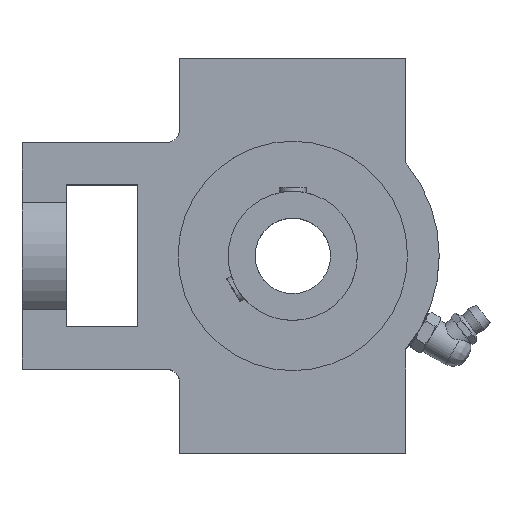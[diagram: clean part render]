
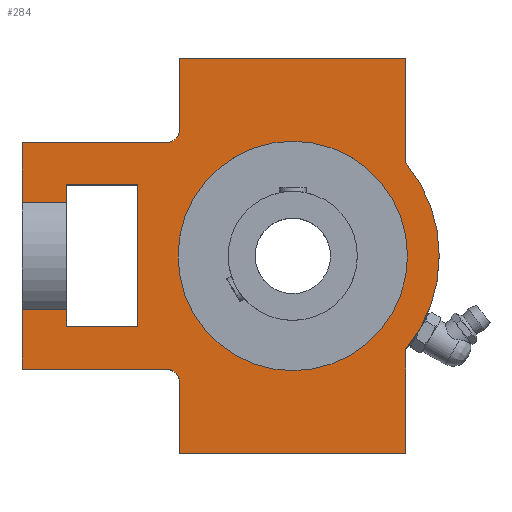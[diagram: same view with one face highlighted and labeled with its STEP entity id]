
A CAD part, top view. The second image highlights one B-rep face of the part: STEP entity #284.
In plain terms, the highlighted planar face has unit normal (0, 0, 1).
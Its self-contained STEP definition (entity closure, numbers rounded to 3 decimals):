
#284 = ADVANCED_FACE( '', ( #625, #626 ), #627, .T. );
#625 = FACE_BOUND( '', #1052, .T. );
#626 = FACE_OUTER_BOUND( '', #1053, .T. );
#627 = PLANE( '', #1054 );
#1052 = EDGE_LOOP( '', ( #1721 ) );
#1053 = EDGE_LOOP( '', ( #1722, #1723, #1724, #1725, #1726, #1727, #1728, #1729, #1730, #1731, #1732, #1733, #1734, #1735, #1736, #1737, #1738, #1739, #1740, #1741 ) );
#1054 = AXIS2_PLACEMENT_3D( '', #1742, #1743, #1744 );
#1721 = ORIENTED_EDGE( '', *, *, #2265, .F. );
#1722 = ORIENTED_EDGE( '', *, *, #2202, .T. );
#1723 = ORIENTED_EDGE( '', *, *, #2411, .T. );
#1724 = ORIENTED_EDGE( '', *, *, #2412, .F. );
#1725 = ORIENTED_EDGE( '', *, *, #2378, .F. );
#1726 = ORIENTED_EDGE( '', *, *, #2353, .F. );
#1727 = ORIENTED_EDGE( '', *, *, #2293, .F. );
#1728 = ORIENTED_EDGE( '', *, *, #2413, .F. );
#1729 = ORIENTED_EDGE( '', *, *, #2414, .T. );
#1730 = ORIENTED_EDGE( '', *, *, #2200, .T. );
#1731 = ORIENTED_EDGE( '', *, *, #2388, .T. );
#1732 = ORIENTED_EDGE( '', *, *, #2255, .F. );
#1733 = ORIENTED_EDGE( '', *, *, #2268, .T. );
#1734 = ORIENTED_EDGE( '', *, *, #2214, .T. );
#1735 = ORIENTED_EDGE( '', *, *, #2415, .T. );
#1736 = ORIENTED_EDGE( '', *, *, #2416, .T. );
#1737 = ORIENTED_EDGE( '', *, *, #2417, .T. );
#1738 = ORIENTED_EDGE( '', *, *, #2418, .T. );
#1739 = ORIENTED_EDGE( '', *, *, #2244, .T. );
#1740 = ORIENTED_EDGE( '', *, *, #2382, .F. );
#1741 = ORIENTED_EDGE( '', *, *, #2308, .T. );
#1742 = CARTESIAN_POINT( '', ( -28.5, -28.5, 10.5 ) );
#1743 = DIRECTION( '', ( 0., 0., 1. ) );
#1744 = DIRECTION( '', ( 1., 0., 0. ) );
#2200 = EDGE_CURVE( '', #2587, #2585, #2588, .T. );
#2202 = EDGE_CURVE( '', #2591, #2589, #2592, .T. );
#2214 = EDGE_CURVE( '', #2613, #2611, #2614, .T. );
#2244 = EDGE_CURVE( '', #2666, #2664, #2667, .T. );
#2255 = EDGE_CURVE( '', #2683, #2685, #2686, .T. );
#2265 = EDGE_CURVE( '', #2701, #2701, #2702, .T. );
#2268 = EDGE_CURVE( '', #2683, #2613, #2705, .T. );
#2293 = EDGE_CURVE( '', #2743, #2745, #2746, .T. );
#2308 = EDGE_CURVE( '', #2766, #2591, #2767, .T. );
#2353 = EDGE_CURVE( '', #2745, #2833, #2834, .T. );
#2378 = EDGE_CURVE( '', #2833, #2870, #2871, .T. );
#2382 = EDGE_CURVE( '', #2766, #2664, #2875, .T. );
#2388 = EDGE_CURVE( '', #2585, #2685, #2882, .T. );
#2411 = EDGE_CURVE( '', #2589, #2907, #2908, .F. );
#2412 = EDGE_CURVE( '', #2870, #2907, #2909, .T. );
#2413 = EDGE_CURVE( '', #2910, #2743, #2911, .T. );
#2414 = EDGE_CURVE( '', #2910, #2587, #2912, .T. );
#2415 = EDGE_CURVE( '', #2611, #2913, #2914, .T. );
#2416 = EDGE_CURVE( '', #2913, #2915, #2916, .T. );
#2417 = EDGE_CURVE( '', #2915, #2917, #2918, .T. );
#2418 = EDGE_CURVE( '', #2917, #2666, #2919, .T. );
#2585 = VERTEX_POINT( '', #3304 );
#2587 = VERTEX_POINT( '', #3307 );
#2588 = LINE( '', #3308, #3309 );
#2589 = VERTEX_POINT( '', #3310 );
#2591 = VERTEX_POINT( '', #3312 );
#2592 = LINE( '', #3313, #3314 );
#2611 = VERTEX_POINT( '', #3353 );
#2613 = VERTEX_POINT( '', #3356 );
#2614 = LINE( '', #3357, #3358 );
#2664 = VERTEX_POINT( '', #3491 );
#2666 = VERTEX_POINT( '', #3494 );
#2667 = LINE( '', #3495, #3496 );
#2683 = VERTEX_POINT( '', #3639 );
#2685 = VERTEX_POINT( '', #3642 );
#2686 = CIRCLE( '', #3643, 3. );
#2701 = VERTEX_POINT( '', #3676 );
#2702 = CIRCLE( '', #3677, 25.85 );
#2705 = LINE( '', #3681, #3682 );
#2743 = VERTEX_POINT( '', #3771 );
#2745 = VERTEX_POINT( '', #3774 );
#2746 = LINE( '', #3775, #3776 );
#2766 = VERTEX_POINT( '', #3807 );
#2767 = LINE( '', #3808, #3809 );
#2833 = VERTEX_POINT( '', #3945 );
#2834 = LINE( '', #3946, #3947 );
#2870 = VERTEX_POINT( '', #4044 );
#2871 = LINE( '', #4045, #4046 );
#2875 = CIRCLE( '', #4051, 3. );
#2882 = LINE( '', #4061, #4062 );
#2907 = VERTEX_POINT( '', #4146 );
#2908 = LINE( '', #4147, #4148 );
#2909 = LINE( '', #4149, #4150 );
#2910 = VERTEX_POINT( '', #4151 );
#2911 = LINE( '', #4152, #4153 );
#2912 = LINE( '', #4154, #4155 );
#2913 = VERTEX_POINT( '', #4156 );
#2914 = LINE( '', #4157, #4158 );
#2915 = VERTEX_POINT( '', #4159 );
#2916 = CIRCLE( '', #4160, 33. );
#2917 = VERTEX_POINT( '', #4161 );
#2918 = LINE( '', #4162, #4163 );
#2919 = LINE( '', #4164, #4165 );
#3304 = CARTESIAN_POINT( '', ( -61., -25.5, 10.5 ) );
#3307 = CARTESIAN_POINT( '', ( -61., -12.073, 10.5 ) );
#3308 = CARTESIAN_POINT( '', ( -61., 25.5, 10.5 ) );
#3309 = VECTOR( '', #4385, 1000. );
#3310 = CARTESIAN_POINT( '', ( -61., 12.073, 10.5 ) );
#3312 = CARTESIAN_POINT( '', ( -61., 25.5, 10.5 ) );
#3313 = CARTESIAN_POINT( '', ( -61., 25.5, 10.5 ) );
#3314 = VECTOR( '', #4389, 1000. );
#3353 = CARTESIAN_POINT( '', ( 25.5, -44.5, 10.5 ) );
#3356 = CARTESIAN_POINT( '', ( -25.5, -44.5, 10.5 ) );
#3357 = CARTESIAN_POINT( '', ( -25.5, -44.5, 10.5 ) );
#3358 = VECTOR( '', #4395, 1000. );
#3491 = CARTESIAN_POINT( '', ( -25.5, 28.5, 10.5 ) );
#3494 = CARTESIAN_POINT( '', ( -25.5, 44.5, 10.5 ) );
#3495 = CARTESIAN_POINT( '', ( -25.5, 44.5, 10.5 ) );
#3496 = VECTOR( '', #4434, 1000. );
#3639 = CARTESIAN_POINT( '', ( -25.5, -28.5, 10.5 ) );
#3642 = CARTESIAN_POINT( '', ( -28.5, -25.5, 10.5 ) );
#3643 = AXIS2_PLACEMENT_3D( '', #4446, #4447, #4448 );
#3676 = CARTESIAN_POINT( '', ( 25.85, 0., 10.5 ) );
#3677 = AXIS2_PLACEMENT_3D( '', #4454, #4455, #4456 );
#3681 = CARTESIAN_POINT( '', ( -25.5, -28.5, 10.5 ) );
#3682 = VECTOR( '', #4458, 1000. );
#3771 = CARTESIAN_POINT( '', ( -51., -16., 10.5 ) );
#3774 = CARTESIAN_POINT( '', ( -35., -16., 10.5 ) );
#3775 = CARTESIAN_POINT( '', ( -51., -16., 10.5 ) );
#3776 = VECTOR( '', #4475, 1000. );
#3807 = CARTESIAN_POINT( '', ( -28.5, 25.5, 10.5 ) );
#3808 = CARTESIAN_POINT( '', ( -28.5, 25.5, 10.5 ) );
#3809 = VECTOR( '', #4488, 1000. );
#3945 = CARTESIAN_POINT( '', ( -35., 16., 10.5 ) );
#3946 = CARTESIAN_POINT( '', ( -35., -16., 10.5 ) );
#3947 = VECTOR( '', #4517, 1000. );
#4044 = CARTESIAN_POINT( '', ( -51., 16., 10.5 ) );
#4045 = CARTESIAN_POINT( '', ( -35., 16., 10.5 ) );
#4046 = VECTOR( '', #4529, 1000. );
#4051 = AXIS2_PLACEMENT_3D( '', #4534, #4535, #4536 );
#4061 = CARTESIAN_POINT( '', ( -61., -25.5, 10.5 ) );
#4062 = VECTOR( '', #4540, 1000. );
#4146 = CARTESIAN_POINT( '', ( -51., 12.073, 10.5 ) );
#4147 = CARTESIAN_POINT( '', ( -51., 12.073, 10.5 ) );
#4148 = VECTOR( '', #4565, 1000. );
#4149 = CARTESIAN_POINT( '', ( -51., 16., 10.5 ) );
#4150 = VECTOR( '', #4566, 1000. );
#4151 = CARTESIAN_POINT( '', ( -51., -12.073, 10.5 ) );
#4152 = CARTESIAN_POINT( '', ( -51., 16., 10.5 ) );
#4153 = VECTOR( '', #4567, 1000. );
#4154 = CARTESIAN_POINT( '', ( -51., -12.073, 10.5 ) );
#4155 = VECTOR( '', #4568, 1000. );
#4156 = CARTESIAN_POINT( '', ( 25.5, -20.946, 10.5 ) );
#4157 = CARTESIAN_POINT( '', ( 25.5, -44.5, 10.5 ) );
#4158 = VECTOR( '', #4569, 1000. );
#4159 = CARTESIAN_POINT( '', ( 25.5, 20.946, 10.5 ) );
#4160 = AXIS2_PLACEMENT_3D( '', #4570, #4571, #4572 );
#4161 = CARTESIAN_POINT( '', ( 25.5, 44.5, 10.5 ) );
#4162 = CARTESIAN_POINT( '', ( 25.5, 20.946, 10.5 ) );
#4163 = VECTOR( '', #4573, 1000. );
#4164 = CARTESIAN_POINT( '', ( 25.5, 44.5, 10.5 ) );
#4165 = VECTOR( '', #4574, 1000. );
#4385 = DIRECTION( '', ( 0., -1., 0. ) );
#4389 = DIRECTION( '', ( 0., -1., 0. ) );
#4395 = DIRECTION( '', ( 1., 0., 0. ) );
#4434 = DIRECTION( '', ( 0., -1., 0. ) );
#4446 = CARTESIAN_POINT( '', ( -28.5, -28.5, 10.5 ) );
#4447 = DIRECTION( '', ( 0., 0., 1. ) );
#4448 = DIRECTION( '', ( 1., 0., 0. ) );
#4454 = CARTESIAN_POINT( '', ( 0., 0., 10.5 ) );
#4455 = DIRECTION( '', ( 0., 0., 1. ) );
#4456 = DIRECTION( '', ( 1., 0., 0. ) );
#4458 = DIRECTION( '', ( 0., -1., 0. ) );
#4475 = DIRECTION( '', ( 1., 0., 0. ) );
#4488 = DIRECTION( '', ( -1., 0., 0. ) );
#4517 = DIRECTION( '', ( 0., 1., 0. ) );
#4529 = DIRECTION( '', ( -1., 0., 0. ) );
#4534 = CARTESIAN_POINT( '', ( -28.5, 28.5, 10.5 ) );
#4535 = DIRECTION( '', ( 0., 0., 1. ) );
#4536 = DIRECTION( '', ( 1., 0., 0. ) );
#4540 = DIRECTION( '', ( 1., 0., 0. ) );
#4565 = DIRECTION( '', ( -1., 0., 0. ) );
#4566 = DIRECTION( '', ( 0., -1., 0. ) );
#4567 = DIRECTION( '', ( 0., -1., 0. ) );
#4568 = DIRECTION( '', ( -1., 0., 0. ) );
#4569 = DIRECTION( '', ( 0., 1., 0. ) );
#4570 = CARTESIAN_POINT( '', ( 0., 0., 10.5 ) );
#4571 = DIRECTION( '', ( 0., 0., 1. ) );
#4572 = DIRECTION( '', ( 1., 0., 0. ) );
#4573 = DIRECTION( '', ( 0., 1., 0. ) );
#4574 = DIRECTION( '', ( -1., 0., 0. ) );
